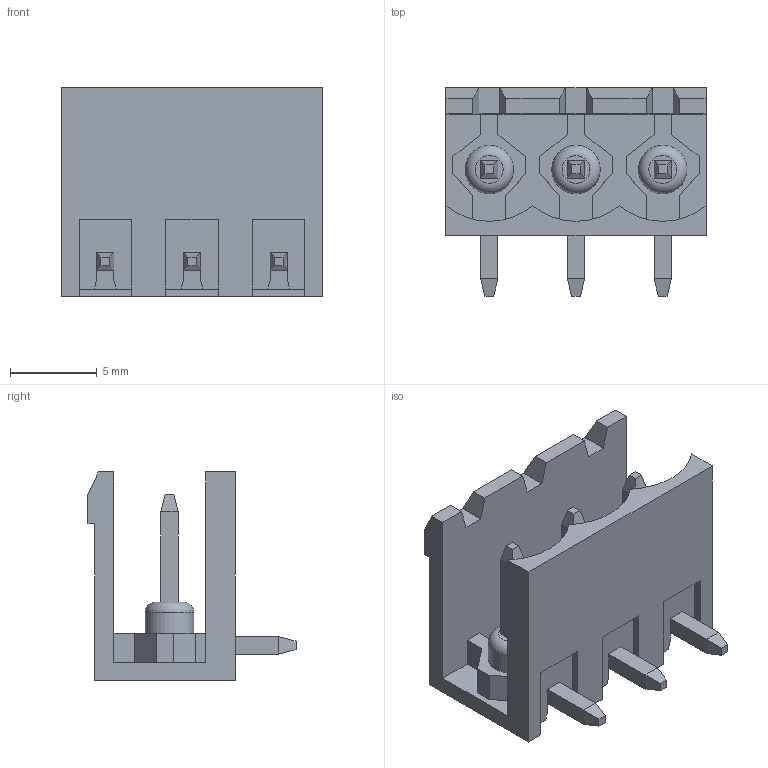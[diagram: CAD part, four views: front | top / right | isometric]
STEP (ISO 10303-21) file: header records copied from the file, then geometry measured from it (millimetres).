
FILE_DESCRIPTION( ( 'Unknown' ), '1' );
FILE_NAME( '691312710003.stp', 'Unknown', ( 'Quentin LAIDEBEUR' ), ( 'WE' ), 'PSStep 15.0.49', 'Sample-box', ' ' );
FILE_SCHEMA( ( 'AUTOMOTIVE_DESIGN { 1 0 10303 214 1 1 1 1 }' ) );
Length unit declared in the file: millimetre
Products named in the file (3): Assem1; 691311700103; 6913137100xx_PIN
Assembly tree (4 placements, depth 2):
  Assem1
    691311700103
    6913137100xx_PIN  x3
Bounding box: 15 x 12 x 12 mm (x, y, z)
Volume: 558.7 mm3; surface area: 1399.3 mm2
Topology: 4 solids, 4 shells, 165 faces, 441 edges, 284 vertices
Faces by surface type: plane 153, cylinder 9, torus 3
Full cylindrical faces by diameter (mm): 2.8 x3
Entity records: 5205 total; most frequent: CARTESIAN_POINT 731, ORIENTED_EDGE 716, DIRECTION 653, EDGE_CURVE 358, LINE 335, VECTOR 335, VERTEX_POINT 237, AXIS2_PLACEMENT_3D 159
